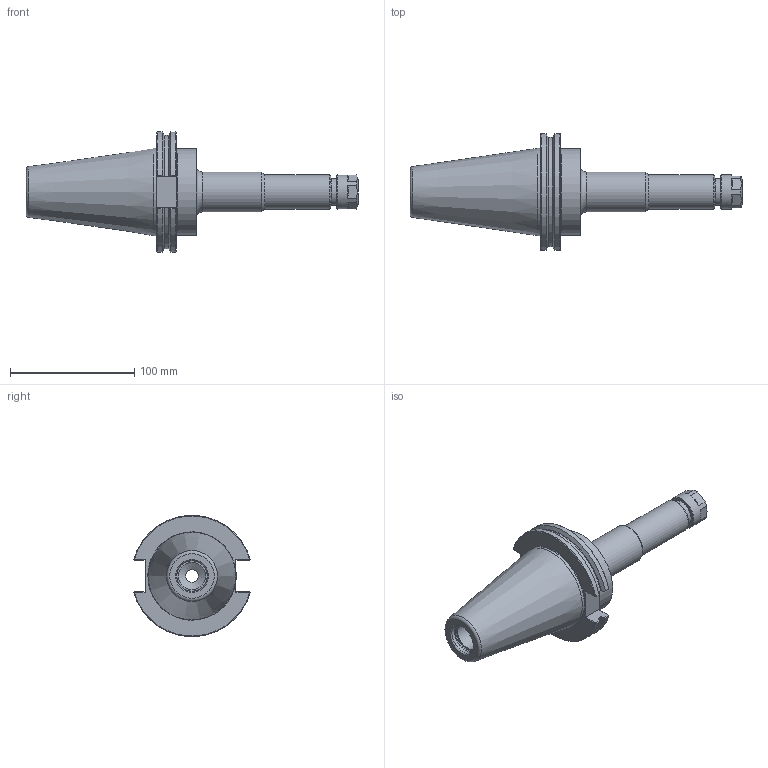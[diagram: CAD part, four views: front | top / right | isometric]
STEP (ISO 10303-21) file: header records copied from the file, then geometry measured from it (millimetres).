
FILE_DESCRIPTION(/* description */ (''),/* implementation_level */ '2;1');
FILE_NAME(/* name */ 'CAT50-SX10-0650.stp',/* time_stamp */ '2019-06-19T10:59:15-05:00',/* author */ ('ldfli'),/* organization */ (''),/* preprocessor_version */ 'ST-DEVELOPER v18',/* originating_system */ 'Autodesk Inventor LT',/* authorisation */ '');
FILE_SCHEMA (('AUTOMOTIVE_DESIGN { 1 0 10303 214 3 1 1 }'));
Length unit declared in the file: millimetre
Products named in the file (1): CAT50-SX10-0650
Bounding box: 266.77 x 93.8 x 97.14 mm (x, y, z)
Volume: 452066.6 mm3; surface area: 65821.3 mm2
Topology: 2 solids, 2 shells, 115 faces, 344 edges, 241 vertices
Faces by surface type: plane 49, cone 25, cylinder 23, torus 17, bspline 1
Full cylindrical faces by diameter (mm): 10 x1, 10.106 x1, 12.5 x1, 12.8 x1, 14.7 x1, 20.5 x1, 21.5 x1, 21.8 x1, 21.971 x1, 22.2 x1, 25 x1, 25.4 x1, 27.5 x2, 32 x1, 69.85 x1, 70 x1
Entity records: 4087 total; most frequent: CARTESIAN_POINT 911, ORIENTED_EDGE 688, DIRECTION 682, EDGE_CURVE 344, AXIS2_PLACEMENT_3D 287, VERTEX_POINT 241, CIRCLE 172, EDGE_LOOP 127
